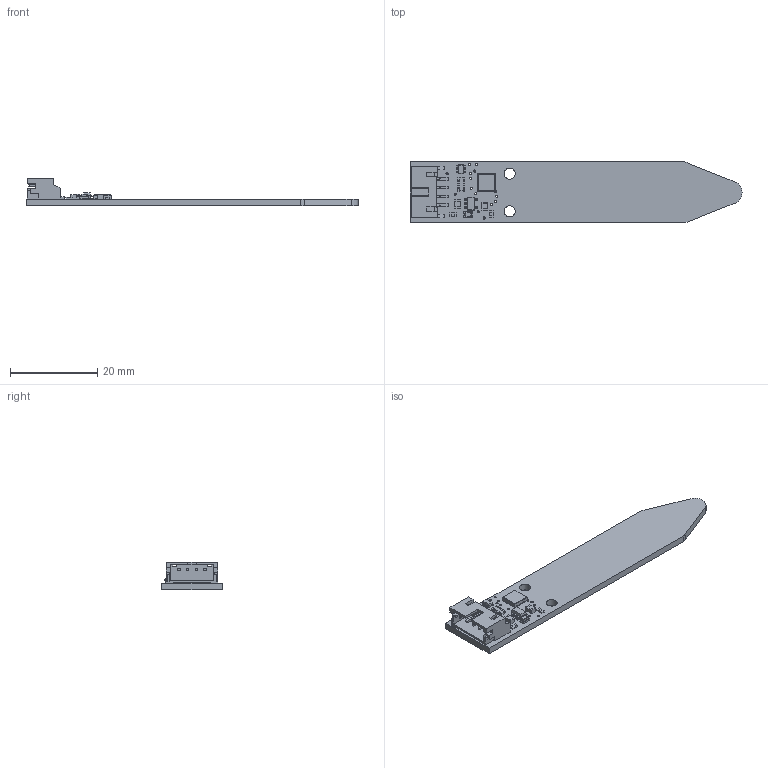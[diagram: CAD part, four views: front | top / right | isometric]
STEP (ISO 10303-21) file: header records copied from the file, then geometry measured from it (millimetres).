
FILE_DESCRIPTION(/* description */ (''),/* implementation_level */ '2;1');
FILE_NAME(/* name */ 'Adafruit STEMMA Soil Sensor v2.step',/* time_stamp */ '2020-01-28T12:35:26-05:00',/* author */ (''),/* organization */ (''),/* preprocessor_version */ 'ST-DEVELOPER v18',/* originating_system */ 'Autodesk Translation Framework v8.12.0.6',/* authorisation */ '');
FILE_SCHEMA (('AUTOMOTIVE_DESIGN { 1 0 10303 214 3 1 1 }'));
Length unit declared in the file: millimetre
Products named in the file (11): Adafruit STEMMA Soil Sensor; PCB Component; Board; 1K; RED; 10uF; MIC5225-3.3; 10K; 2N7002D; STEMMA_I2C_RASMT; ATSAMD10D14A
Assembly tree (12 placements, depth 3):
  Adafruit STEMMA Soil Sensor
    PCB Component
      Board
      1K  x2
      RED
      10uF  x2
      MIC5225-3.3
      10K
      2N7002D
      STEMMA_I2C_RASMT
      ATSAMD10D14A
Bounding box: 76.2 x 13.97 x 6.37 mm (x, y, z)
Volume: 1711.3 mm3; surface area: 3034.5 mm2
Topology: 28 solids, 28 shells, 796 faces, 2112 edges, 1366 vertices
Faces by surface type: plane 670, cylinder 122, sphere 4
Full cylindrical faces by diameter (mm): 0.5 x18, 2.54 x2
Entity records: 24532 total; most frequent: CARTESIAN_POINT 4145, ORIENTED_EDGE 4072, DIRECTION 3866, EDGE_CURVE 2036, LINE 1788, VECTOR 1788, VERTEX_POINT 1318, AXIS2_PLACEMENT_3D 1039
